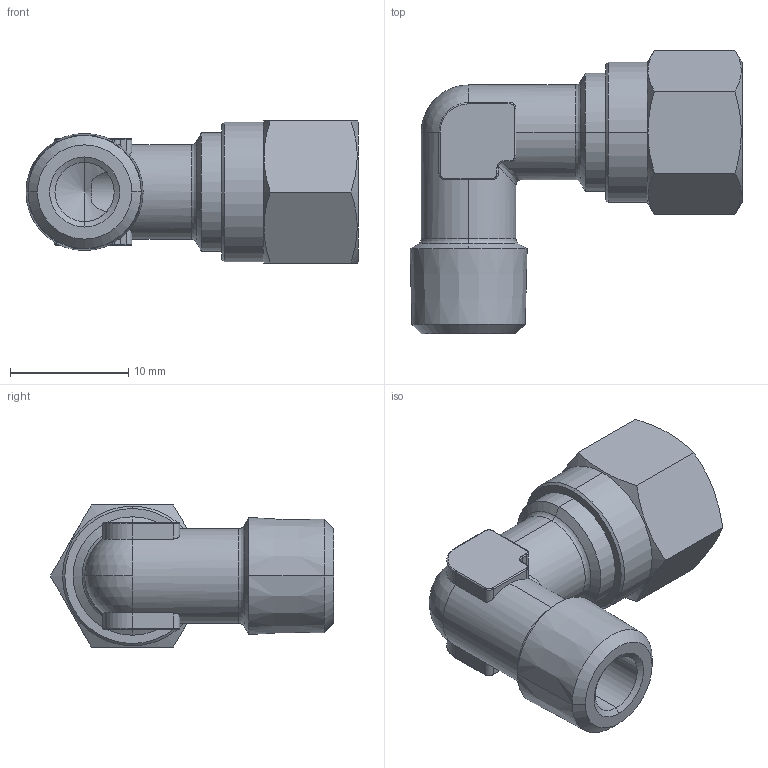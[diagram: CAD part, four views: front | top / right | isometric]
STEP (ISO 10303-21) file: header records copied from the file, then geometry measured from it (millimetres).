
FILE_DESCRIPTION (( 'STEP AP203' ), '1' );
FILE_NAME ('03060031.STEP', '2011-10-31T09:13:04', ( '' ), ( 'sopra-pneumatic' ), 'SwSTEP 2.0', 'SolidWorks 2011', '' );
FILE_SCHEMA (( 'CONFIG_CONTROL_DESIGN' ));
Length unit declared in the file: millimetre
Products named in the file (1): 03060031
Bounding box: 28.03 x 23.93 x 12 mm (x, y, z)
Volume: 2185.4 mm3; surface area: 2125.2 mm2
Topology: 1 solids, 1 shells, 101 faces, 244 edges, 145 vertices
Faces by surface type: cylinder 38, plane 24, cone 20, torus 16, sphere 2, bspline 1
Entity records: 3252 total; most frequent: CARTESIAN_POINT 824, DIRECTION 518, ORIENTED_EDGE 484, EDGE_CURVE 242, AXIS2_PLACEMENT_3D 211, VERTEX_POINT 145, CIRCLE 110, EDGE_LOOP 105
